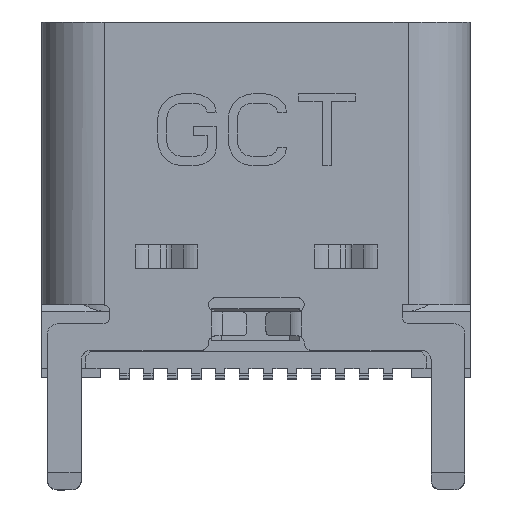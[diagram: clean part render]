
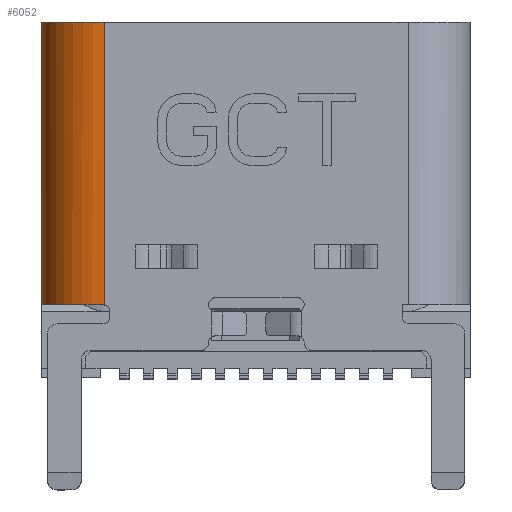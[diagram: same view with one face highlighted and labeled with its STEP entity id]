
A CAD part, top view. The second image highlights one B-rep face of the part: STEP entity #6052.
In plain terms, the highlighted cylindrical face has radius 1.3 mm (diameter 2.6 mm), a partial arc.
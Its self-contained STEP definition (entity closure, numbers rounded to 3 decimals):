
#6052=ADVANCED_FACE('NONE',(#9666),#9667,.T.);
#9666=FACE_OUTER_BOUND('',#19879,.T.);
#9667=CYLINDRICAL_SURFACE('',#19880,1.3);
#19879=EDGE_LOOP('',(#25136,#25137,#25138,#25139,#25140));
#19880=AXIS2_PLACEMENT_3D('',#25141,#25142,#25143);
#25136=ORIENTED_EDGE('',*,*,#33798,.T.);
#25137=ORIENTED_EDGE('',*,*,#33799,.F.);
#25138=ORIENTED_EDGE('',*,*,#33800,.T.);
#25139=ORIENTED_EDGE('',*,*,#33675,.T.);
#25140=ORIENTED_EDGE('',*,*,#33679,.T.);
#25141=CARTESIAN_POINT('',(-3.17,7.46,-1.03));
#25142=DIRECTION('',(0.,-1.,0.));
#25143=DIRECTION('',(0.,0.,-1.));
#33675=EDGE_CURVE('NONE',#43880,#43878,#43881,.T.);
#33679=EDGE_CURVE('NONE',#43878,#43885,#43887,.T.);
#33798=EDGE_CURVE('NONE',#43885,#44093,#44095,.T.);
#33799=EDGE_CURVE('NONE',#44096,#44093,#44097,.T.);
#33800=EDGE_CURVE('NONE',#44096,#43880,#44098,.T.);
#43878=VERTEX_POINT('NONE',#49171);
#43880=VERTEX_POINT('NONE',#49174);
#43881=LINE('',#49175,#49176);
#43885=VERTEX_POINT('NONE',#49181);
#43887=CIRCLE('',#49184,1.3);
#44093=VERTEX_POINT('NONE',#49626);
#44095=B_SPLINE_CURVE_WITH_KNOTS('',3,(#49628,#49629,#49630,#49631),.UNSPECIFIED.,.F.,.F.,(4,4),(0.0,0.),.UNSPECIFIED.);
#44096=VERTEX_POINT('NONE',#49632);
#44097=LINE('',#49633,#49634);
#44098=CIRCLE('',#49635,1.3);
#49171=CARTESIAN_POINT('',(-4.47,1.56,-1.03));
#49174=CARTESIAN_POINT('',(-4.47,7.46,-1.03));
#49175=CARTESIAN_POINT('',(-4.47,7.46,-1.03));
#49176=VECTOR('',#51864,1000.0);
#49181=CARTESIAN_POINT('',(-3.2,1.56,0.27));
#49184=AXIS2_PLACEMENT_3D('',#51870,#51871,#51872);
#49626=CARTESIAN_POINT('',(-3.17,1.557,0.27));
#49628=CARTESIAN_POINT('',(-3.2,1.56,0.27));
#49629=CARTESIAN_POINT('',(-3.19,1.56,0.27));
#49630=CARTESIAN_POINT('',(-3.18,1.559,0.27));
#49631=CARTESIAN_POINT('',(-3.17,1.557,0.27));
#49632=CARTESIAN_POINT('',(-3.17,7.46,0.27));
#49633=CARTESIAN_POINT('',(-3.17,7.46,0.27));
#49634=VECTOR('',#52025,1000.0);
#49635=AXIS2_PLACEMENT_3D('',#52026,#52027,#52028);
#51864=DIRECTION('',(0.,-1.,0.));
#51870=CARTESIAN_POINT('',(-3.17,1.56,-1.03));
#51871=DIRECTION('',(0.,1.,0.));
#51872=DIRECTION('',(0.,0.,-1.));
#52025=DIRECTION('',(0.,-1.,0.));
#52026=CARTESIAN_POINT('',(-3.17,7.46,-1.03));
#52027=DIRECTION('',(0.,-1.,0.));
#52028=DIRECTION('',(0.,0.,-1.));
